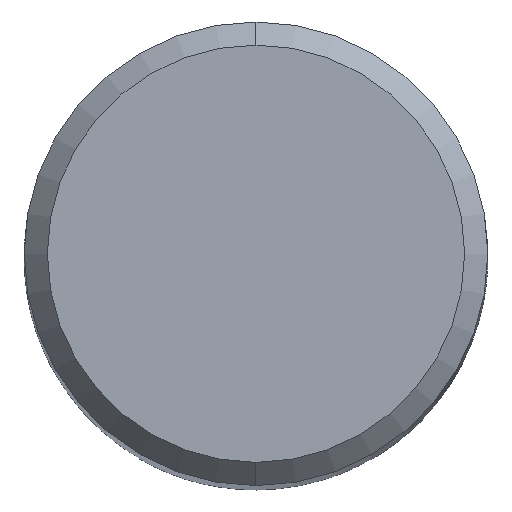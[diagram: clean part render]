
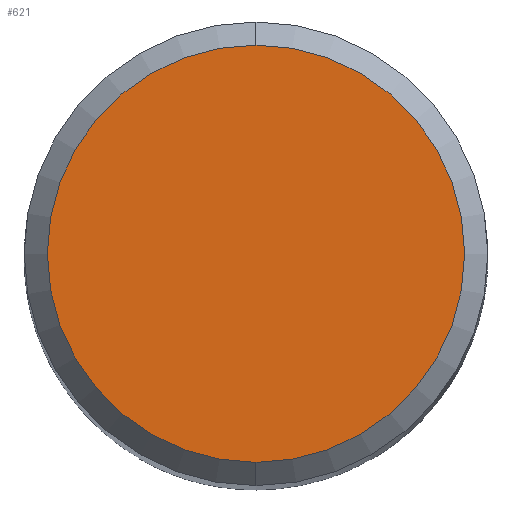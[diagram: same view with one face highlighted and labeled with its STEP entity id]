
A CAD part, top view. The second image highlights one B-rep face of the part: STEP entity #621.
In plain terms, the highlighted planar face has unit normal (0, 0, 1).
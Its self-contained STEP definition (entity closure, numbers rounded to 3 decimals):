
#559=EDGE_CURVE('',#725,#1035,#1461,.T.);
#621=ADVANCED_FACE('',(#1526),#1527,.T.);
#725=VERTEX_POINT('',#1643);
#983=EDGE_CURVE('',#1035,#725,#1923,.T.);
#1035=VERTEX_POINT('',#1982);
#1461=CIRCLE('',#2653,5.4);
#1526=FACE_OUTER_BOUND('',#2810,.T.);
#1527=PLANE('',#2811);
#1643=CARTESIAN_POINT('',(0.,-5.4,0.0));
#1923=CIRCLE('',#4043,5.4);
#1982=CARTESIAN_POINT('',(0.0,5.4,0.0));
#2653=AXIS2_PLACEMENT_3D('',#5145,#5146,#5147);
#2810=EDGE_LOOP('',(#5187,#5188));
#2811=AXIS2_PLACEMENT_3D('',#5189,#5190,#5191);
#4043=AXIS2_PLACEMENT_3D('',#5564,#5565,#5566);
#5145=CARTESIAN_POINT('',(0.0,0.0,0.0));
#5146=DIRECTION('',(0.0,0.0,-1.0));
#5147=DIRECTION('',(0.0,1.0,0.0));
#5187=ORIENTED_EDGE('',*,*,#983,.F.);
#5188=ORIENTED_EDGE('',*,*,#559,.F.);
#5189=CARTESIAN_POINT('',(0.0,2.7,0.0));
#5190=DIRECTION('',(-0.0,0.0,1.0));
#5191=DIRECTION('',(0.0,-1.0,0.0));
#5564=CARTESIAN_POINT('',(0.0,0.0,0.0));
#5565=DIRECTION('',(0.0,0.0,-1.0));
#5566=DIRECTION('',(0.0,1.0,0.0));
